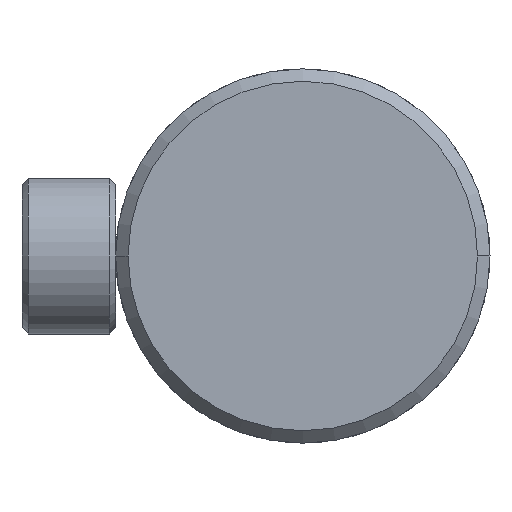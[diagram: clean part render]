
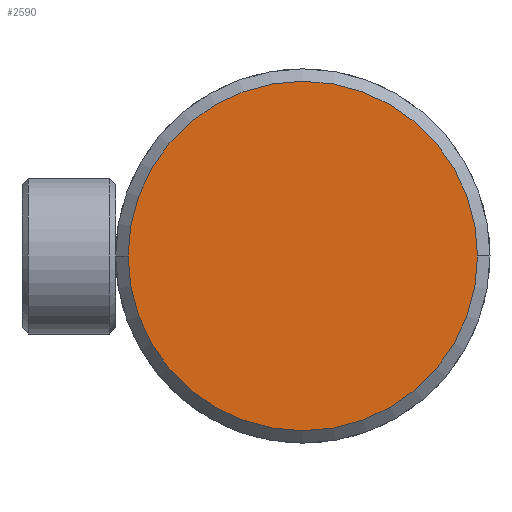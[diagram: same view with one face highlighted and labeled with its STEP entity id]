
A CAD part, left-side view. The second image highlights one B-rep face of the part: STEP entity #2590.
In plain terms, the highlighted planar face has unit normal (-1, 0, 0).
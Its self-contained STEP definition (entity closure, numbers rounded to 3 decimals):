
#30 = CARTESIAN_POINT ( 'NONE',  ( -13., -28., 0. ) ) ;
#144 = DIRECTION ( 'NONE',  ( 0., -1., 0. ) ) ;
#302 = ORIENTED_EDGE ( 'NONE', *, *, #537, .T. ) ;
#537 = EDGE_CURVE ( 'NONE', #972, #1204, #1045, .T. ) ;
#559 = AXIS2_PLACEMENT_3D ( 'NONE', #2802, #1300, #3052 ) ;
#594 = CIRCLE ( 'NONE', #2147, 28. ) ;
#972 = VERTEX_POINT ( 'NONE', #2528 ) ;
#1045 = CIRCLE ( 'NONE', #559, 28. ) ;
#1150 = CARTESIAN_POINT ( 'NONE',  ( -13., 0., 0. ) ) ;
#1204 = VERTEX_POINT ( 'NONE', #30 ) ;
#1300 = DIRECTION ( 'NONE',  ( -1., 0., 0. ) ) ;
#1322 = CARTESIAN_POINT ( 'NONE',  ( -13., 0., 0. ) ) ;
#1562 = DIRECTION ( 'NONE',  ( 0., -1., 0. ) ) ;
#1863 = DIRECTION ( 'NONE',  ( -1., 0., 0. ) ) ;
#2121 = FACE_OUTER_BOUND ( 'NONE', #2961, .T. ) ;
#2147 = AXIS2_PLACEMENT_3D ( 'NONE', #1322, #3080, #1562 ) ;
#2199 = AXIS2_PLACEMENT_3D ( 'NONE', #1150, #1863, #144 ) ;
#2234 = ORIENTED_EDGE ( 'NONE', *, *, #2398, .T. ) ;
#2398 = EDGE_CURVE ( 'NONE', #1204, #972, #594, .T. ) ;
#2528 = CARTESIAN_POINT ( 'NONE',  ( -13., 28., 0. ) ) ;
#2590 = ADVANCED_FACE ( 'NONE', ( #2121 ), #3157, .T. ) ;
#2802 = CARTESIAN_POINT ( 'NONE',  ( -13., 0., 0. ) ) ;
#2961 = EDGE_LOOP ( 'NONE', ( #302, #2234 ) ) ;
#3052 = DIRECTION ( 'NONE',  ( 0., -1., 0. ) ) ;
#3080 = DIRECTION ( 'NONE',  ( -1., 0., 0. ) ) ;
#3157 = PLANE ( 'NONE',  #2199 ) ;
